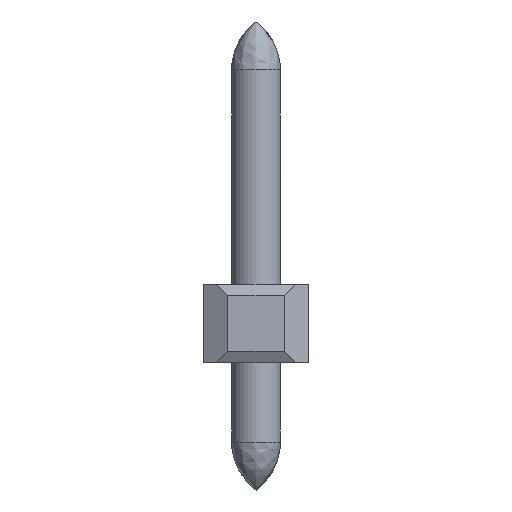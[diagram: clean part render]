
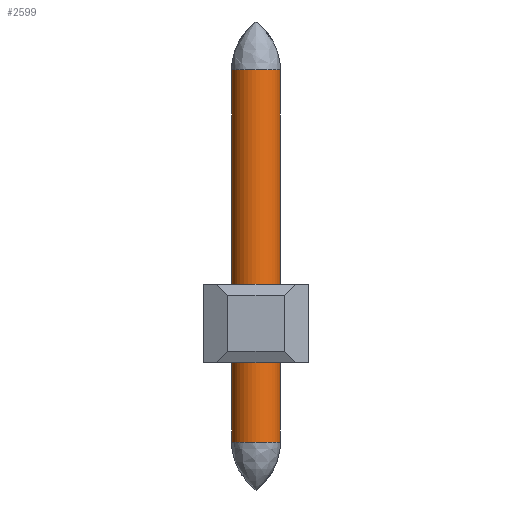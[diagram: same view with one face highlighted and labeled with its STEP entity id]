
A CAD part, left-side view. The second image highlights one B-rep face of the part: STEP entity #2599.
In plain terms, the highlighted cylindrical face has radius 0.65 mm (diameter 1.3 mm), a full revolution.
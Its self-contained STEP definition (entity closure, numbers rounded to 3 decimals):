
#27=CYLINDRICAL_SURFACE('',#2718,0.65);
#213=LINE('',#4278,#449);
#214=LINE('',#4280,#450);
#449=VECTOR('',#3086,1000.);
#450=VECTOR('',#3087,1000.);
#1081=ORIENTED_EDGE('',*,*,#1102,.F.);
#1082=ORIENTED_EDGE('',*,*,#1308,.T.);
#1083=ORIENTED_EDGE('',*,*,#1321,.T.);
#1084=ORIENTED_EDGE('',*,*,#1309,.F.);
#1085=ORIENTED_EDGE('',*,*,#1127,.F.);
#1086=ORIENTED_EDGE('',*,*,#1361,.T.);
#1102=EDGE_CURVE('',#1501,#1501,#1362,.T.);
#1127=EDGE_CURVE('',#1522,#1523,#1363,.T.);
#1308=EDGE_CURVE('',#1522,#1650,#213,.T.);
#1309=EDGE_CURVE('',#1523,#1651,#214,.T.);
#1321=EDGE_CURVE('',#1650,#1651,#1384,.T.);
#1361=EDGE_CURVE('',#1678,#1678,#1385,.T.);
#1362=CIRCLE('',#2609,0.65);
#1363=CIRCLE('',#2617,0.65);
#1384=CIRCLE('',#2701,0.65);
#1385=CIRCLE('',#2719,0.65);
#1493=EDGE_LOOP('',(#1081));
#1494=EDGE_LOOP('',(#1082,#1083,#1084,#1085));
#1495=EDGE_LOOP('',(#1086));
#1501=VERTEX_POINT('',#3287);
#1522=VERTEX_POINT('',#3340);
#1523=VERTEX_POINT('',#3341);
#1650=VERTEX_POINT('',#4279);
#1651=VERTEX_POINT('',#4281);
#1678=VERTEX_POINT('',#4380);
#1802=FACE_BOUND('',#1493,.T.);
#1803=FACE_BOUND('',#1494,.T.);
#1804=FACE_BOUND('',#1495,.T.);
#2599=ADVANCED_FACE('',(#1802,#1803,#1804),#27,.T.);
#2609=AXIS2_PLACEMENT_3D('',#3286,#2725,#2726);
#2617=AXIS2_PLACEMENT_3D('',#3339,#2765,#2766);
#2701=AXIS2_PLACEMENT_3D('',#4301,#3106,#3107);
#2718=AXIS2_PLACEMENT_3D('',#4378,#3179,#3180);
#2719=AXIS2_PLACEMENT_3D('',#4379,#3181,#3182);
#2725=DIRECTION('',(0.,0.,-1.));
#2726=DIRECTION('',(-1.,0.,0.));
#2765=DIRECTION('',(0.,0.,-1.));
#2766=DIRECTION('',(-1.,0.,0.));
#3086=DIRECTION('',(0.,0.,-1.));
#3087=DIRECTION('',(0.,0.,-1.));
#3106=DIRECTION('',(0.,0.,-1.));
#3107=DIRECTION('',(-1.,0.,0.));
#3179=DIRECTION('',(0.,0.,1.));
#3180=DIRECTION('',(-1.,0.,0.));
#3181=DIRECTION('',(0.,0.,-1.));
#3182=DIRECTION('',(-1.,0.,0.));
#3286=CARTESIAN_POINT('',(-117.5,-1.4,-2.12));
#3287=CARTESIAN_POINT('',(-118.15,-1.4,-2.12));
#3339=CARTESIAN_POINT('',(-117.5,-1.4,1.8));
#3340=CARTESIAN_POINT('',(-117.497,-2.05,1.8));
#3341=CARTESIAN_POINT('',(-117.497,-0.75,1.8));
#4278=CARTESIAN_POINT('',(-117.497,-2.05,2.85));
#4279=CARTESIAN_POINT('',(-117.497,-2.05,0.3));
#4280=CARTESIAN_POINT('',(-117.497,-0.75,2.85));
#4281=CARTESIAN_POINT('',(-117.497,-0.75,0.3));
#4301=CARTESIAN_POINT('',(-117.5,-1.4,0.3));
#4378=CARTESIAN_POINT('',(-117.5,-1.4,-3.649));
#4379=CARTESIAN_POINT('',(-117.5,-1.4,7.82));
#4380=CARTESIAN_POINT('',(-118.15,-1.4,7.82));
